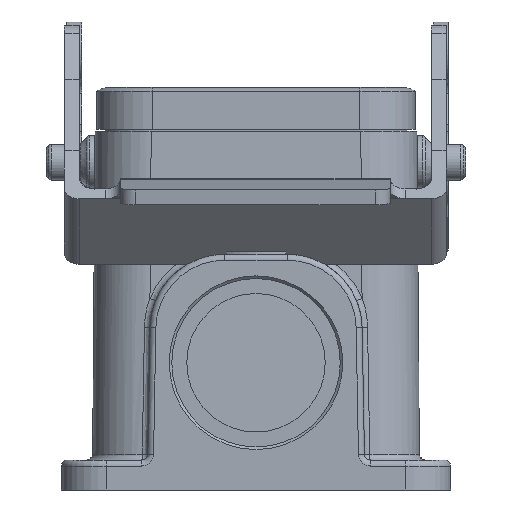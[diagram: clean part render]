
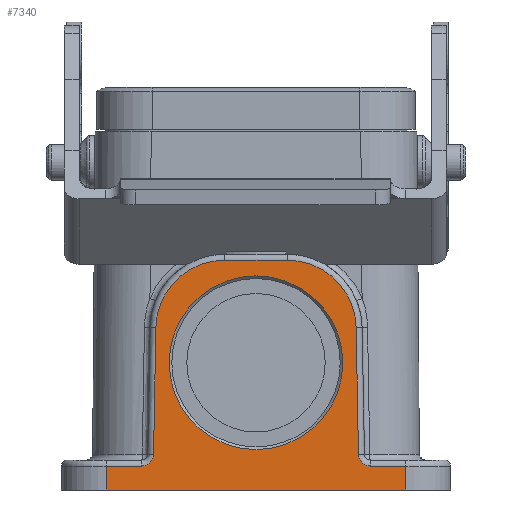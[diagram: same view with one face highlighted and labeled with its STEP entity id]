
A CAD part, left-side view. The second image highlights one B-rep face of the part: STEP entity #7340.
In plain terms, the highlighted planar face has unit normal (-1, 0, 0).
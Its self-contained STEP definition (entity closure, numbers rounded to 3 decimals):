
#7156=CARTESIAN_POINT('',(-47.0,-20.0,-42.25));
#7157=VERTEX_POINT('',#7156);
#7158=CARTESIAN_POINT('',(-47.0,20.0,-42.25));
#7159=VERTEX_POINT('',#7158);
#7160=CARTESIAN_POINT('',(-47.0,-20.0,-42.25));
#7161=DIRECTION('',(0.0,1.0,0.0));
#7162=VECTOR('',#7161,40.0);
#7163=LINE('',#7160,#7162);
#7164=EDGE_CURVE('',#7157,#7159,#7163,.T.);
#7231=CARTESIAN_POINT('',(-47.0,-26.0,-42.25));
#7232=DIRECTION('',(-1.0,0.0,0.0));
#7233=DIRECTION('',(0.0,0.0,1.0));
#7234=AXIS2_PLACEMENT_3D('',#7231,#7232,#7233);
#7235=PLANE('',#7234);
#7236=CARTESIAN_POINT('',(-47.0,13.686,-37.479));
#7237=VERTEX_POINT('',#7236);
#7238=CARTESIAN_POINT('',(-47.0,15.286,-39.05));
#7239=VERTEX_POINT('',#7238);
#7240=CARTESIAN_POINT('',(-47.0,15.286,-37.45));
#7241=DIRECTION('',(1.0,0.0,0.0));
#7242=DIRECTION('',(0.0,0.0,1.0));
#7243=AXIS2_PLACEMENT_3D('',#7240,#7241,#7242);
#7244=CIRCLE('',#7243,1.6);
#7245=EDGE_CURVE('',#7237,#7239,#7244,.T.);
#7246=ORIENTED_EDGE('',*,*,#7245,.T.);
#7247=CARTESIAN_POINT('',(-47.0,20.0,-39.05));
#7248=VERTEX_POINT('',#7247);
#7249=CARTESIAN_POINT('',(-47.0,15.286,-39.05));
#7250=DIRECTION('',(0.0,1.0,0.0));
#7251=VECTOR('',#7250,4.714);
#7252=LINE('',#7249,#7251);
#7253=EDGE_CURVE('',#7239,#7248,#7252,.T.);
#7254=ORIENTED_EDGE('',*,*,#7253,.T.);
#7255=CARTESIAN_POINT('',(-47.0,20.0,-39.05));
#7256=DIRECTION('',(0.0,0.0,-1.0));
#7257=VECTOR('',#7256,3.2);
#7258=LINE('',#7255,#7257);
#7259=EDGE_CURVE('',#7248,#7159,#7258,.T.);
#7260=ORIENTED_EDGE('',*,*,#7259,.T.);
#7261=ORIENTED_EDGE('',*,*,#7164,.F.);
#7262=CARTESIAN_POINT('',(-47.0,-20.0,-39.05));
#7263=VERTEX_POINT('',#7262);
#7264=CARTESIAN_POINT('',(-47.0,-20.0,-42.25));
#7265=DIRECTION('',(0.0,0.0,1.0));
#7266=VECTOR('',#7265,3.2);
#7267=LINE('',#7264,#7266);
#7268=EDGE_CURVE('',#7157,#7263,#7267,.T.);
#7269=ORIENTED_EDGE('',*,*,#7268,.T.);
#7270=CARTESIAN_POINT('',(-47.0,-15.286,-39.05));
#7271=VERTEX_POINT('',#7270);
#7272=CARTESIAN_POINT('',(-47.0,-20.0,-39.05));
#7273=DIRECTION('',(0.0,1.0,0.0));
#7274=VECTOR('',#7273,4.714);
#7275=LINE('',#7272,#7274);
#7276=EDGE_CURVE('',#7263,#7271,#7275,.T.);
#7277=ORIENTED_EDGE('',*,*,#7276,.T.);
#7278=CARTESIAN_POINT('',(-47.0,-13.686,-37.479));
#7279=VERTEX_POINT('',#7278);
#7280=CARTESIAN_POINT('',(-47.0,-15.286,-37.45));
#7281=DIRECTION('',(1.0,0.0,0.0));
#7282=DIRECTION('',(0.0,0.0,1.0));
#7283=AXIS2_PLACEMENT_3D('',#7280,#7281,#7282);
#7284=CIRCLE('',#7283,1.6);
#7285=EDGE_CURVE('',#7271,#7279,#7284,.T.);
#7286=ORIENTED_EDGE('',*,*,#7285,.T.);
#7287=CARTESIAN_POINT('',(-47.0,-13.379,-20.583));
#7288=VERTEX_POINT('',#7287);
#7289=CARTESIAN_POINT('',(-47.0,-13.686,-37.479));
#7290=DIRECTION('',(0.0,0.018,1.));
#7291=VECTOR('',#7290,16.899);
#7292=LINE('',#7289,#7291);
#7293=EDGE_CURVE('',#7279,#7288,#7292,.T.);
#7294=ORIENTED_EDGE('',*,*,#7293,.T.);
#7295=CARTESIAN_POINT('',(-47.0,-4.18,-11.55));
#7296=VERTEX_POINT('',#7295);
#7297=CARTESIAN_POINT('',(-47.0,-4.18,-20.75));
#7298=DIRECTION('',(-1.0,0.0,0.0));
#7299=DIRECTION('',(0.0,0.0,1.0));
#7300=AXIS2_PLACEMENT_3D('',#7297,#7298,#7299);
#7301=CIRCLE('',#7300,9.2);
#7302=EDGE_CURVE('',#7288,#7296,#7301,.T.);
#7303=ORIENTED_EDGE('',*,*,#7302,.T.);
#7304=CARTESIAN_POINT('',(-47.0,4.18,-11.55));
#7305=VERTEX_POINT('',#7304);
#7306=CARTESIAN_POINT('',(-47.0,-4.18,-11.55));
#7307=DIRECTION('',(0.0,1.0,0.0));
#7308=VECTOR('',#7307,8.36);
#7309=LINE('',#7306,#7308);
#7310=EDGE_CURVE('',#7296,#7305,#7309,.T.);
#7311=ORIENTED_EDGE('',*,*,#7310,.T.);
#7312=CARTESIAN_POINT('',(-47.0,13.379,-20.583));
#7313=VERTEX_POINT('',#7312);
#7314=CARTESIAN_POINT('',(-47.0,4.18,-20.75));
#7315=DIRECTION('',(-1.0,0.0,0.0));
#7316=DIRECTION('',(0.0,0.0,1.0));
#7317=AXIS2_PLACEMENT_3D('',#7314,#7315,#7316);
#7318=CIRCLE('',#7317,9.2);
#7319=EDGE_CURVE('',#7305,#7313,#7318,.T.);
#7320=ORIENTED_EDGE('',*,*,#7319,.T.);
#7321=CARTESIAN_POINT('',(-47.0,13.379,-20.583));
#7322=DIRECTION('',(0.0,0.018,-1.));
#7323=VECTOR('',#7322,16.899);
#7324=LINE('',#7321,#7323);
#7325=EDGE_CURVE('',#7313,#7237,#7324,.T.);
#7326=ORIENTED_EDGE('',*,*,#7325,.T.);
#7327=EDGE_LOOP('',(#7246,#7254,#7260,#7261,#7269,#7277,#7286,#7294,#7303,#7311,#7320,#7326));
#7328=FACE_OUTER_BOUND('',#7327,.T.);
#7329=CARTESIAN_POINT('',(-47.0,0.0,-13.65));
#7330=VERTEX_POINT('',#7329);
#7331=CARTESIAN_POINT('',(-47.0,0.0,-25.25));
#7332=DIRECTION('',(-1.0,0.0,0.0));
#7333=DIRECTION('',(0.0,0.0,1.0));
#7334=AXIS2_PLACEMENT_3D('',#7331,#7332,#7333);
#7335=CIRCLE('',#7334,11.6);
#7336=EDGE_CURVE('',#7330,#7330,#7335,.T.);
#7337=ORIENTED_EDGE('',*,*,#7336,.F.);
#7338=EDGE_LOOP('',(#7337));
#7339=FACE_BOUND('',#7338,.T.);
#7340=ADVANCED_FACE('',(#7328,#7339),#7235,.T.);
